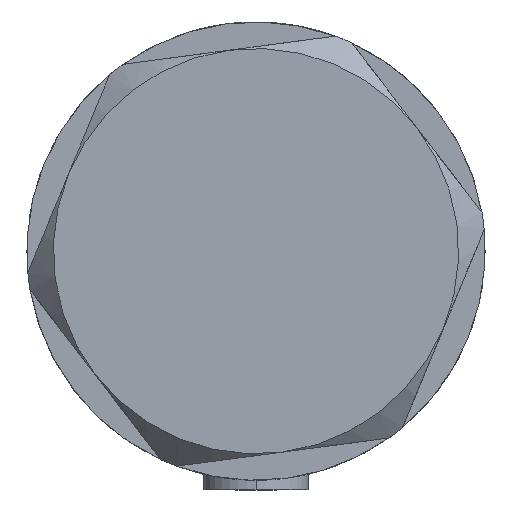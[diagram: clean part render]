
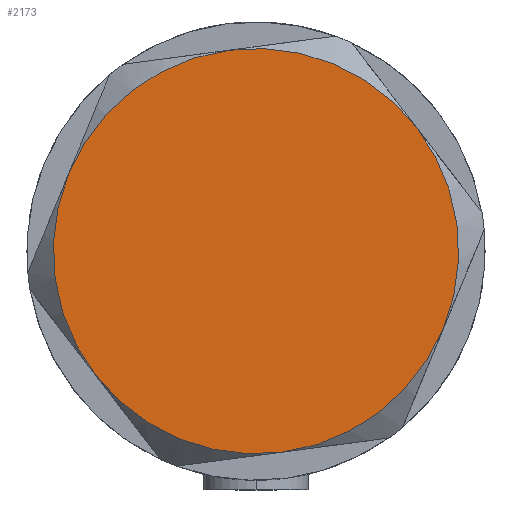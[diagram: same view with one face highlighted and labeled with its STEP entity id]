
A CAD part, left-side view. The second image highlights one B-rep face of the part: STEP entity #2173.
In plain terms, the highlighted face is planar.
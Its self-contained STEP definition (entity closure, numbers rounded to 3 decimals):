
#51 = CARTESIAN_POINT ( 'NONE',  ( 0., 0., 9. ) ) ;
#164 = CARTESIAN_POINT ( 'NONE',  ( 0., 0., 9. ) ) ;
#440 = CARTESIAN_POINT ( 'NONE',  ( 0., 0., 9. ) ) ;
#541 = CARTESIAN_POINT ( 'NONE',  ( -11.5, -19.919, 9. ) ) ;
#654 = ORIENTED_EDGE ( 'NONE', *, *, #3042, .T. ) ;
#680 = VERTEX_POINT ( 'NONE', #541 ) ;
#715 = AXIS2_PLACEMENT_3D ( 'NONE', #51, #1149, #2271 ) ;
#735 = DIRECTION ( 'NONE',  ( 1., 0., 0. ) ) ;
#767 = ORIENTED_EDGE ( 'NONE', *, *, #2551, .T. ) ;
#986 = ORIENTED_EDGE ( 'NONE', *, *, #2561, .T. ) ;
#1077 = DIRECTION ( 'NONE',  ( 1., 0., 0. ) ) ;
#1129 = DIRECTION ( 'NONE',  ( 0., 0., 1. ) ) ;
#1149 = DIRECTION ( 'NONE',  ( 0., 0., 1. ) ) ;
#1380 = EDGE_CURVE ( 'NONE', #1571, #5114, #3611, .T. ) ;
#1468 = CIRCLE ( 'NONE', #3239, 23. ) ;
#1559 = ORIENTED_EDGE ( 'NONE', *, *, #2783, .T. ) ;
#1566 = CIRCLE ( 'NONE', #2243, 23. ) ;
#1571 = VERTEX_POINT ( 'NONE', #2059 ) ;
#1621 = FACE_OUTER_BOUND ( 'NONE', #4803, .T. ) ;
#1657 = DIRECTION ( 'NONE',  ( 0., 0., 1. ) ) ;
#1747 = VERTEX_POINT ( 'NONE', #2669 ) ;
#2059 = CARTESIAN_POINT ( 'NONE',  ( 11.5, -19.919, 9. ) ) ;
#2064 = AXIS2_PLACEMENT_3D ( 'NONE', #3565, #5189, #1077 ) ;
#2091 = DIRECTION ( 'NONE',  ( 1., 0., 0. ) ) ;
#2173 = ADVANCED_FACE ( 'NONE', ( #1621 ), #3635, .T. ) ;
#2243 = AXIS2_PLACEMENT_3D ( 'NONE', #440, #1657, #3249 ) ;
#2271 = DIRECTION ( 'NONE',  ( 1., 0., 0. ) ) ;
#2412 = AXIS2_PLACEMENT_3D ( 'NONE', #164, #2497, #2091 ) ;
#2497 = DIRECTION ( 'NONE',  ( 0., 0., 1. ) ) ;
#2551 = EDGE_CURVE ( 'NONE', #1747, #2785, #3699, .T. ) ;
#2561 = EDGE_CURVE ( 'NONE', #4788, #1747, #1468, .T. ) ;
#2576 = AXIS2_PLACEMENT_3D ( 'NONE', #4398, #1129, #4323 ) ;
#2669 = CARTESIAN_POINT ( 'NONE',  ( -11.5, 19.919, 9. ) ) ;
#2783 = EDGE_CURVE ( 'NONE', #2785, #680, #4301, .T. ) ;
#2785 = VERTEX_POINT ( 'NONE', #3487 ) ;
#2802 = CARTESIAN_POINT ( 'NONE',  ( 0., 0., 9. ) ) ;
#3033 = CARTESIAN_POINT ( 'NONE',  ( 0., 0., 9. ) ) ;
#3042 = EDGE_CURVE ( 'NONE', #5114, #4788, #3705, .T. ) ;
#3137 = AXIS2_PLACEMENT_3D ( 'NONE', #3033, #4612, #4695 ) ;
#3239 = AXIS2_PLACEMENT_3D ( 'NONE', #2802, #4343, #735 ) ;
#3249 = DIRECTION ( 'NONE',  ( 1., 0., 0. ) ) ;
#3250 = EDGE_CURVE ( 'NONE', #680, #1571, #1566, .T. ) ;
#3487 = CARTESIAN_POINT ( 'NONE',  ( -23., 0., 9. ) ) ;
#3565 = CARTESIAN_POINT ( 'NONE',  ( 0., 0., 9. ) ) ;
#3611 = CIRCLE ( 'NONE', #3137, 23. ) ;
#3635 = PLANE ( 'NONE',  #715 ) ;
#3699 = CIRCLE ( 'NONE', #2576, 23. ) ;
#3705 = CIRCLE ( 'NONE', #2412, 23. ) ;
#4037 = CARTESIAN_POINT ( 'NONE',  ( 11.5, 19.919, 9. ) ) ;
#4154 = ORIENTED_EDGE ( 'NONE', *, *, #3250, .T. ) ;
#4301 = CIRCLE ( 'NONE', #2064, 23. ) ;
#4323 = DIRECTION ( 'NONE',  ( 1., 0., 0. ) ) ;
#4343 = DIRECTION ( 'NONE',  ( 0., 0., 1. ) ) ;
#4398 = CARTESIAN_POINT ( 'NONE',  ( 0., 0., 9. ) ) ;
#4612 = DIRECTION ( 'NONE',  ( 0., 0., 1. ) ) ;
#4695 = DIRECTION ( 'NONE',  ( 1., 0., 0. ) ) ;
#4788 = VERTEX_POINT ( 'NONE', #4037 ) ;
#4803 = EDGE_LOOP ( 'NONE', ( #4922, #654, #986, #767, #1559, #4154 ) ) ;
#4902 = CARTESIAN_POINT ( 'NONE',  ( 23., 0., 9. ) ) ;
#4922 = ORIENTED_EDGE ( 'NONE', *, *, #1380, .T. ) ;
#5114 = VERTEX_POINT ( 'NONE', #4902 ) ;
#5189 = DIRECTION ( 'NONE',  ( 0., 0., 1. ) ) ;
